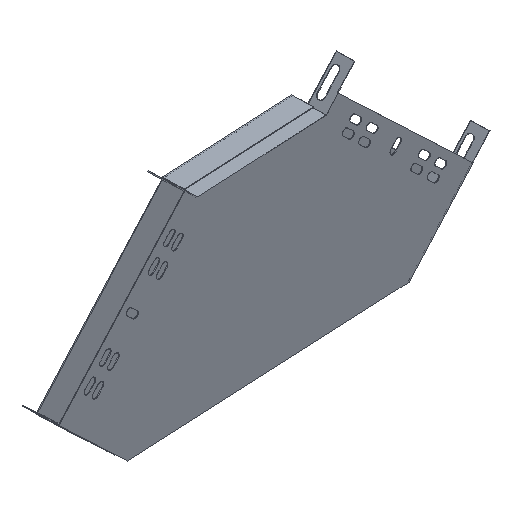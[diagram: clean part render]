
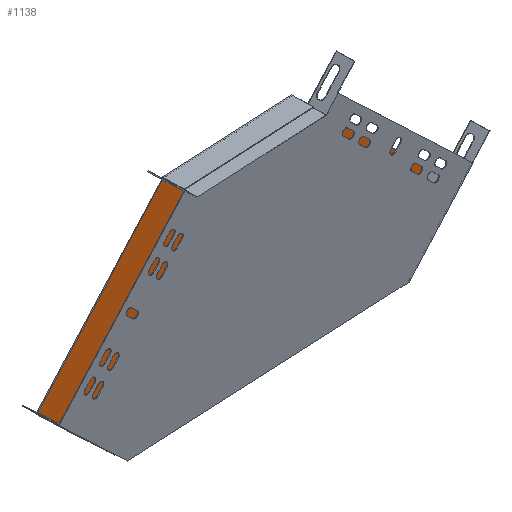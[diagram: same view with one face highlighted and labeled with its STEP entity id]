
A CAD part, isometric view. The second image highlights one B-rep face of the part: STEP entity #1138.
In plain terms, the highlighted planar face has unit normal (0.022, -1, 0.006).
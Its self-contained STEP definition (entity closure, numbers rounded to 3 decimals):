
#13 = CARTESIAN_POINT ( 'NONE',  ( -107.501, 41.606, 216.65 ) ) ;
#207 = EDGE_CURVE ( 'NONE', #4032, #2035, #4428, .T. ) ;
#227 = EDGE_LOOP ( 'NONE', ( #3863, #4547, #624, #4171, #1294, #4255, #1369, #2553, #3974, #2986 ) ) ;
#322 = VECTOR ( 'NONE', #953, 1000. ) ;
#383 = DIRECTION ( 'NONE',  ( 0.726, 0.011, -0.688 ) ) ;
#411 = CARTESIAN_POINT ( 'NONE',  ( -387.006, 34.56, 66.414 ) ) ;
#423 = VERTEX_POINT ( 'NONE', #3245 ) ;
#456 = VECTOR ( 'NONE', #3021, 1000. ) ;
#624 = ORIENTED_EDGE ( 'NONE', *, *, #3417, .T. ) ;
#718 = CARTESIAN_POINT ( 'NONE',  ( -18.823, 42.267, 17.477 ) ) ;
#720 = CARTESIAN_POINT ( 'NONE',  ( 38.414, 43.899, 77.917 ) ) ;
#731 = VECTOR ( 'NONE', #1670, 1000. ) ;
#935 = LINE ( 'NONE', #3688, #1152 ) ;
#953 = DIRECTION ( 'NONE',  ( -0.999, -0.022, -0.027 ) ) ;
#958 = CARTESIAN_POINT ( 'NONE',  ( -248.85, 38.506, 213.328 ) ) ;
#1075 = VECTOR ( 'NONE', #1311, 1000. ) ;
#1086 = VECTOR ( 'NONE', #4649, 1000. ) ;
#1096 = EDGE_CURVE ( 'NONE', #1227, #4449, #4421, .T. ) ;
#1138 = ADVANCED_FACE ( 'NONE', ( #2646 ), #3419, .T. ) ;
#1152 = VECTOR ( 'NONE', #3668, 1000. ) ;
#1163 = LINE ( 'NONE', #1639, #3901 ) ;
#1173 = VERTEX_POINT ( 'NONE', #3229 ) ;
#1214 = CARTESIAN_POINT ( 'NONE',  ( -248.837, 38.504, 212.828 ) ) ;
#1217 = VECTOR ( 'NONE', #3667, 1000. ) ;
#1227 = VERTEX_POINT ( 'NONE', #3070 ) ;
#1294 = ORIENTED_EDGE ( 'NONE', *, *, #4169, .F. ) ;
#1311 = DIRECTION ( 'NONE',  ( 0.687, 0.02, 0.726 ) ) ;
#1369 = ORIENTED_EDGE ( 'NONE', *, *, #4474, .F. ) ;
#1598 = DIRECTION ( 'NONE',  ( 0.027, -0.006, -1. ) ) ;
#1639 = CARTESIAN_POINT ( 'NONE',  ( -248.85, 38.506, 213.328 ) ) ;
#1670 = DIRECTION ( 'NONE',  ( -0.687, -0.02, -0.726 ) ) ;
#1836 = CARTESIAN_POINT ( 'NONE',  ( 38.414, 43.899, 77.917 ) ) ;
#1866 = LINE ( 'NONE', #411, #4203 ) ;
#1990 = CARTESIAN_POINT ( 'NONE',  ( -387.02, 34.563, 66.914 ) ) ;
#2035 = VERTEX_POINT ( 'NONE', #1990 ) ;
#2149 = CARTESIAN_POINT ( 'NONE',  ( 38.401, 43.902, 78.417 ) ) ;
#2314 = CARTESIAN_POINT ( 'NONE',  ( -387.006, 34.56, 66.414 ) ) ;
#2553 = ORIENTED_EDGE ( 'NONE', *, *, #1096, .F. ) ;
#2646 = FACE_OUTER_BOUND ( 'NONE', #227, .T. ) ;
#2664 = EDGE_CURVE ( 'NONE', #423, #1173, #1163, .T. ) ;
#2733 = AXIS2_PLACEMENT_3D ( 'NONE', #3426, #3400, #3396 ) ;
#2768 = VECTOR ( 'NONE', #4341, 1000. ) ;
#2924 = EDGE_CURVE ( 'NONE', #2035, #1173, #3300, .T. ) ;
#2948 = CARTESIAN_POINT ( 'NONE',  ( -387.006, 34.56, 66.414 ) ) ;
#2986 = ORIENTED_EDGE ( 'NONE', *, *, #2664, .T. ) ;
#3012 = LINE ( 'NONE', #1836, #731 ) ;
#3021 = DIRECTION ( 'NONE',  ( -0.027, 0.006, 1. ) ) ;
#3070 = CARTESIAN_POINT ( 'NONE',  ( -107.515, 41.609, 217.15 ) ) ;
#3086 = EDGE_CURVE ( 'NONE', #1227, #423, #3735, .T. ) ;
#3229 = CARTESIAN_POINT ( 'NONE',  ( -248.837, 38.504, 212.828 ) ) ;
#3245 = CARTESIAN_POINT ( 'NONE',  ( -248.85, 38.506, 213.328 ) ) ;
#3247 = VERTEX_POINT ( 'NONE', #718 ) ;
#3300 = LINE ( 'NONE', #1214, #1075 ) ;
#3364 = LINE ( 'NONE', #4397, #2768 ) ;
#3396 = DIRECTION ( 'NONE',  ( 0.027, -0.006, -1. ) ) ;
#3400 = DIRECTION ( 'NONE',  ( 0.022, -1., 0.006 ) ) ;
#3417 = EDGE_CURVE ( 'NONE', #4032, #4456, #1866, .T. ) ;
#3419 = PLANE ( 'NONE',  #2733 ) ;
#3426 = CARTESIAN_POINT ( 'NONE',  ( 38.401, 43.902, 78.417 ) ) ;
#3586 = CARTESIAN_POINT ( 'NONE',  ( -107.515, 41.609, 217.15 ) ) ;
#3667 = DIRECTION ( 'NONE',  ( 0.027, -0.006, -1. ) ) ;
#3668 = DIRECTION ( 'NONE',  ( 0.999, 0.022, 0.027 ) ) ;
#3688 = CARTESIAN_POINT ( 'NONE',  ( -18.823, 42.267, 17.477 ) ) ;
#3735 = LINE ( 'NONE', #958, #322 ) ;
#3740 = LINE ( 'NONE', #4651, #1086 ) ;
#3789 = EDGE_CURVE ( 'NONE', #4456, #3247, #935, .T. ) ;
#3863 = ORIENTED_EDGE ( 'NONE', *, *, #2924, .F. ) ;
#3901 = VECTOR ( 'NONE', #1598, 1000. ) ;
#3974 = ORIENTED_EDGE ( 'NONE', *, *, #3086, .T. ) ;
#4032 = VERTEX_POINT ( 'NONE', #2314 ) ;
#4076 = VERTEX_POINT ( 'NONE', #2149 ) ;
#4169 = EDGE_CURVE ( 'NONE', #4329, #3247, #3012, .T. ) ;
#4171 = ORIENTED_EDGE ( 'NONE', *, *, #3789, .T. ) ;
#4203 = VECTOR ( 'NONE', #383, 1000. ) ;
#4255 = ORIENTED_EDGE ( 'NONE', *, *, #4607, .F. ) ;
#4329 = VERTEX_POINT ( 'NONE', #720 ) ;
#4341 = DIRECTION ( 'NONE',  ( 0.027, -0.006, -1. ) ) ;
#4397 = CARTESIAN_POINT ( 'NONE',  ( 38.401, 43.902, 78.417 ) ) ;
#4421 = LINE ( 'NONE', #3586, #1217 ) ;
#4428 = LINE ( 'NONE', #2948, #456 ) ;
#4449 = VERTEX_POINT ( 'NONE', #13 ) ;
#4456 = VERTEX_POINT ( 'NONE', #4678 ) ;
#4474 = EDGE_CURVE ( 'NONE', #4449, #4076, #3740, .T. ) ;
#4547 = ORIENTED_EDGE ( 'NONE', *, *, #207, .F. ) ;
#4607 = EDGE_CURVE ( 'NONE', #4076, #4329, #3364, .T. ) ;
#4649 = DIRECTION ( 'NONE',  ( 0.726, 0.011, -0.688 ) ) ;
#4651 = CARTESIAN_POINT ( 'NONE',  ( -107.501, 41.606, 216.65 ) ) ;
#4678 = CARTESIAN_POINT ( 'NONE',  ( -326.571, 35.512, 9.156 ) ) ;
